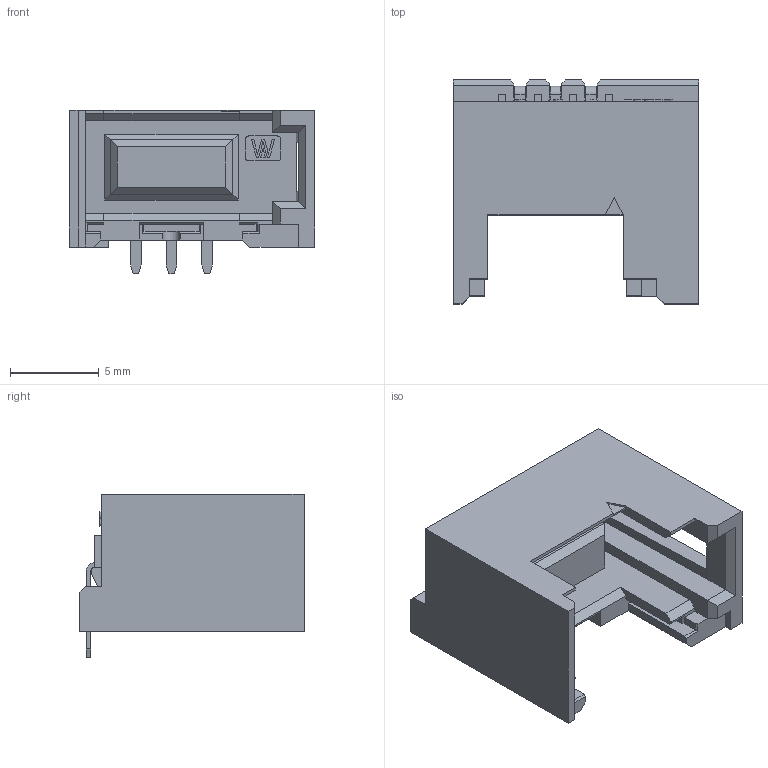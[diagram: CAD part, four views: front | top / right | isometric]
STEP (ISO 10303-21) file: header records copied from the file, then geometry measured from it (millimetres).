
FILE_DESCRIPTION( ('This file contains a STEP AP42 implementation' ,'as created by ZW3D STEP Interface translator.') ,'2;1' );
FILE_NAME( '5372-1R03XXBX03.stp' ,'2312 4. 94636', (''), ('ZWCAD Software Co.'), 'Version 1.0', 'ZW3D to STEP translator', '' );
FILE_SCHEMA(('AUTOMOTIVE_DESIGN { 1 0 10303 214 1 1 1 1 }'));
Length unit declared in the file: millimetre
Products named in the file (2): 0; 5372-1R03XXBX03.stpWZH
Bounding box: 13.8 x 12.6 x 9.2 mm (x, y, z)
Volume: 516.3 mm3; surface area: 1184.7 mm2
Topology: 1 solids, 1 shells, 558 faces, 1539 edges, 1002 vertices
Faces by surface type: plane 465, bspline 83, cylinder 10
Entity records: 18833 total; most frequent: CARTESIAN_POINT 4473, ORIENTED_EDGE 3078, DIRECTION 2479, EDGE_CURVE 1539, VECTOR 1343, LINE 1343, VERTEX_POINT 1002, EDGE_LOOP 579
